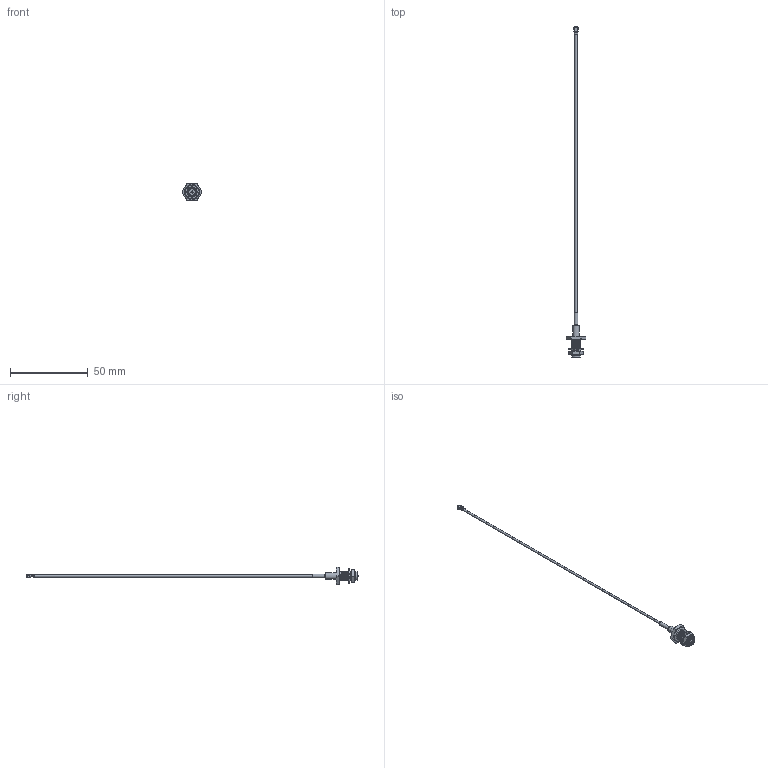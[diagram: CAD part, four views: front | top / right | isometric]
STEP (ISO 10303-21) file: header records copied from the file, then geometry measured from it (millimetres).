
FILE_DESCRIPTION(/* description */ ('Unknown'),/* implementation_level */ '2;1');
FILE_NAME(/* name */ '63621007xxxx',/* time_stamp */ '2020-08-20T16:27:30+02:00',/* author */ ('Unknown'),/* organization */ ('Unknown'),/* preprocessor_version */ 'ST-DEVELOPER v16.7',/* originating_system */ 'DEX',/* authorisation */ $);
FILE_SCHEMA (('AUTOMOTIVE_DESIGN {1 0 10303 214 3 1 1}'));
Length unit declared in the file: millimetre
Products named in the file (18): 636210070200; 1.32 O.D. Micro-cable - Black; 63026521112220; 60326521112x20_ConnectorBody; 60326421110420_Insulator; 6032642111xx20_Washer; 60326421102220_Insulator2; 63026421102x20_CenterPin; 60326421102220_Ferrule; 6032642111xx20_Nut; 60326521112x20_Gasket; 636198229999; Cover_bend; 636198229999_bend; 636198229999_Shell_embout; 636198229999_Shell_bend; 63619x229999_contact; 6xx26421102220_Insulator
Assembly tree (17 placements, depth 4):
  636210070200
    1.32 O.D. Micro-cable - Black
    63026521112220
      60326521112x20_ConnectorBody
      60326421110420_Insulator
      6032642111xx20_Washer
      60326421102220_Insulator2
      63026421102x20_CenterPin
      60326421102220_Ferrule
      6032642111xx20_Nut
      60326521112x20_Gasket
    636198229999
      Cover_bend
      636198229999_bend
        636198229999_Shell_embout
        636198229999_Shell_bend
      63619x229999_contact
    6xx26421102220_Insulator
Bounding box: 12.6 x 213.24 x 11 mm (x, y, z)
Volume: 945.3 mm3; surface area: 5189.5 mm2
Topology: 18 solids, 18 shells, 1365 faces, 3227 edges, 1833 vertices
Faces by surface type: cylinder 539, plane 371, torus 258, bspline 111, sphere 54, cone 32
Full cylindrical faces by diameter (mm): 0.2 x1, 0.24 x2, 0.4 x1, 0.6 x1, 0.7 x3, 0.92 x2, 0.922 x1, 1.05 x1, 1.2 x1, 1.27 x2, 1.3 x1, 1.32 x2, 1.4 x1, 1.7 x2, 2.2 x3, 2.25 x1, 2.3 x1, 2.32 x1, 3 x3, 4 x1, 4.1 x2, 4.65 x1, 5.34 x1, 6.24 x1, 9.8 x1, 10.2 x1
Entity records: 47483 total; most frequent: CARTESIAN_POINT 16953, DIRECTION 6582, ORIENTED_EDGE 6100, EDGE_CURVE 3050, AXIS2_PLACEMENT_3D 2665, VERTEX_POINT 1805, FACE_BOUND 1473, EDGE_LOOP 1472
